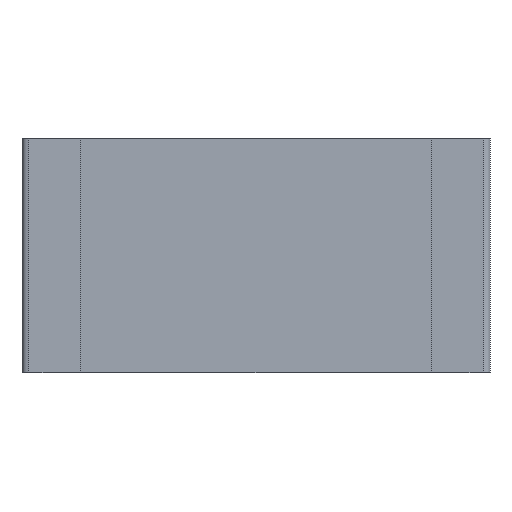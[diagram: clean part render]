
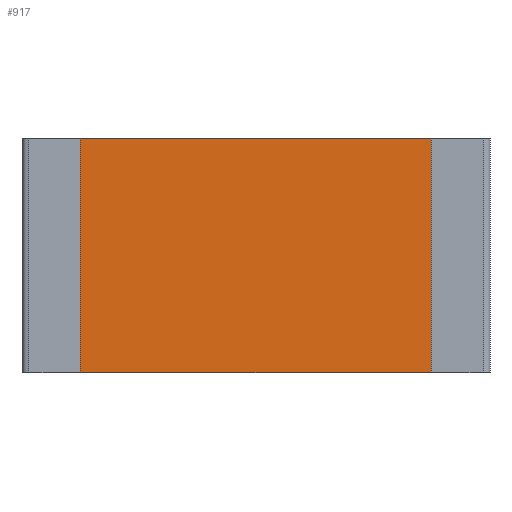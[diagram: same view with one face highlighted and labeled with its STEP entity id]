
A CAD part, front view. The second image highlights one B-rep face of the part: STEP entity #917.
In plain terms, the highlighted planar face has unit normal (0, -1, 0).
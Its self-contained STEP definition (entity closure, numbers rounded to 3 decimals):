
#7 = VERTEX_POINT ( 'NONE', #962 ) ;
#15 = VECTOR ( 'NONE', #549, 1000. ) ;
#55 = DIRECTION ( 'NONE',  ( 0., 0., 1. ) ) ;
#83 = CARTESIAN_POINT ( 'NONE',  ( -1.553, 0.047, 0.8 ) ) ;
#90 = VERTEX_POINT ( 'NONE', #772 ) ;
#126 = LINE ( 'NONE', #1075, #1121 ) ;
#164 = VECTOR ( 'NONE', #252, 1000. ) ;
#182 = LINE ( 'NONE', #723, #15 ) ;
#206 = PLANE ( 'NONE',  #370 ) ;
#218 = EDGE_CURVE ( 'NONE', #388, #7, #1199, .T. ) ;
#224 = CARTESIAN_POINT ( 'NONE',  ( -1.553, 0.047, -3.957 ) ) ;
#252 = DIRECTION ( 'NONE',  ( 1., 0., 0. ) ) ;
#264 = CARTESIAN_POINT ( 'NONE',  ( -1.553, 0.047, -0.8 ) ) ;
#307 = DIRECTION ( 'NONE',  ( 0., 0., -1. ) ) ;
#335 = CARTESIAN_POINT ( 'NONE',  ( -1.553, 0.047, -0.8 ) ) ;
#370 = AXIS2_PLACEMENT_3D ( 'NONE', #582, #967, #307 ) ;
#388 = VERTEX_POINT ( 'NONE', #335 ) ;
#462 = EDGE_CURVE ( 'NONE', #388, #692, #771, .T. ) ;
#511 = ORIENTED_EDGE ( 'NONE', *, *, #1000, .F. ) ;
#527 = ORIENTED_EDGE ( 'NONE', *, *, #982, .T. ) ;
#549 = DIRECTION ( 'NONE',  ( 1., 0., 0. ) ) ;
#582 = CARTESIAN_POINT ( 'NONE',  ( -1.553, 0.047, -3.957 ) ) ;
#646 = EDGE_LOOP ( 'NONE', ( #856, #985, #527, #511 ) ) ;
#690 = DIRECTION ( 'NONE',  ( 0., 0., 1. ) ) ;
#692 = VERTEX_POINT ( 'NONE', #83 ) ;
#723 = CARTESIAN_POINT ( 'NONE',  ( -1.553, 0.047, 0.8 ) ) ;
#771 = LINE ( 'NONE', #224, #827 ) ;
#772 = CARTESIAN_POINT ( 'NONE',  ( 1.553, 0.047, 0.8 ) ) ;
#827 = VECTOR ( 'NONE', #690, 1000. ) ;
#856 = ORIENTED_EDGE ( 'NONE', *, *, #462, .F. ) ;
#917 = ADVANCED_FACE ( 'NONE', ( #1057 ), #206, .T. ) ;
#962 = CARTESIAN_POINT ( 'NONE',  ( 1.553, 0.047, -0.8 ) ) ;
#967 = DIRECTION ( 'NONE',  ( 0., -1., 0. ) ) ;
#982 = EDGE_CURVE ( 'NONE', #7, #90, #126, .T. ) ;
#985 = ORIENTED_EDGE ( 'NONE', *, *, #218, .T. ) ;
#1000 = EDGE_CURVE ( 'NONE', #692, #90, #182, .T. ) ;
#1057 = FACE_OUTER_BOUND ( 'NONE', #646, .T. ) ;
#1075 = CARTESIAN_POINT ( 'NONE',  ( 1.553, 0.047, -3.957 ) ) ;
#1121 = VECTOR ( 'NONE', #55, 1000. ) ;
#1199 = LINE ( 'NONE', #264, #164 ) ;
